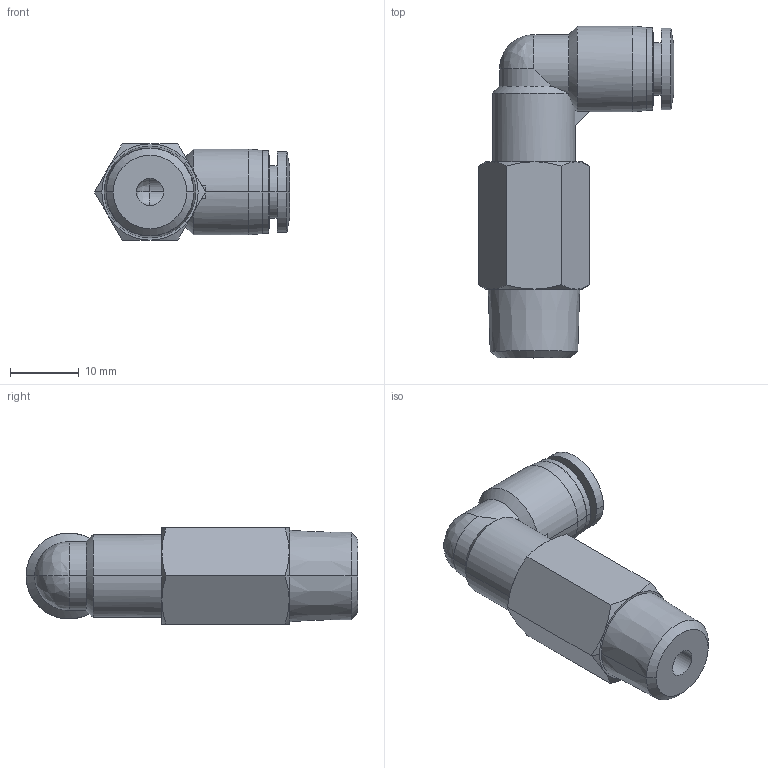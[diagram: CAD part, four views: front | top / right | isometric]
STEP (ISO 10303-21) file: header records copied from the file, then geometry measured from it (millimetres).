
FILE_DESCRIPTION (( 'STEP AP214' ), '1' );
FILE_NAME ('MEL6M-14R.step', '2016-02-24T20:41:51', ( '' ), ( '' ), 'SwSTEP 2.0', 'SolidWorks 2015', '' );
FILE_SCHEMA (( 'AUTOMOTIVE_DESIGN' ));
Length unit declared in the file: inch
Products named in the file (1): MEL6M-14R
Bounding box: 28.38 x 48.25 x 14 mm (x, y, z)
Volume: 6825.1 mm3; surface area: 3782.8 mm2
Topology: 1 solids, 1 shells, 69 faces, 158 edges, 93 vertices
Faces by surface type: cone 27, cylinder 19, plane 17, bspline 4, torus 2
Entity records: 3061 total; most frequent: CARTESIAN_POINT 639, DIRECTION 314, ORIENTED_EDGE 308, EDGE_CURVE 154, AXIS2_PLACEMENT_3D 136, VERTEX_POINT 93, EDGE_LOOP 77, LENGTH_MEASURE_WITH_UNIT 72
